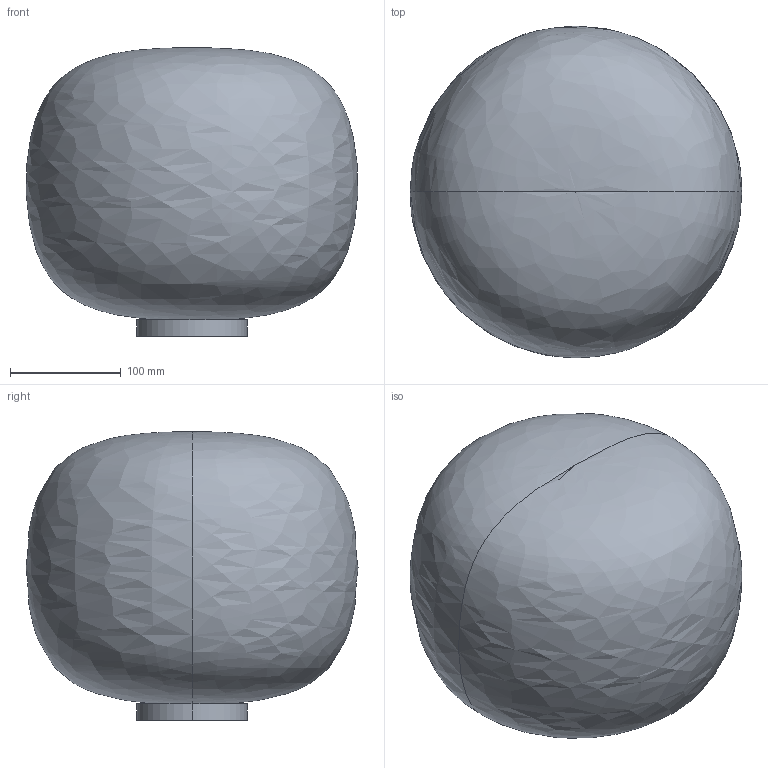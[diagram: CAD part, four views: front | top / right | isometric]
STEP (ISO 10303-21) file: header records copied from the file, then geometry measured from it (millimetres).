
FILE_DESCRIPTION(/* description */ (''),/* implementation_level */ '2;1');
FILE_NAME(/* name */ '1744.127_BOMBO',/* time_stamp */ '2023-01-17T18:34:38+01:00',/* author */ (''),/* organization */ (''),/* preprocessor_version */ 'ST-DEVELOPER v16.5',/* originating_system */ 'Rhino 7.15',/* authorisation */ '');
FILE_SCHEMA (('CONFIG_CONTROL_DESIGN'));
Length unit declared in the file: millimetre
Products named in the file (1): Document
Bounding box: 300.05 x 300.47 x 261.24 mm (x, y, z)
Volume: 117804.4 mm3; surface area: 297603.6 mm2
Topology: 1 solids, 2 shells, 6 faces, 13 edges, 10 vertices
Faces by surface type: cylinder 2, plane 2, bspline 2
Entity records: 394 total; most frequent: CARTESIAN_POINT 218, ORIENTED_EDGE 20, EDGE_CURVE 12, DIRECTION 12, VERTEX_POINT 8, AXIS2_PLACEMENT_3D 8, ORGANIZATION 7, PERSON_AND_ORGANIZATION 7
